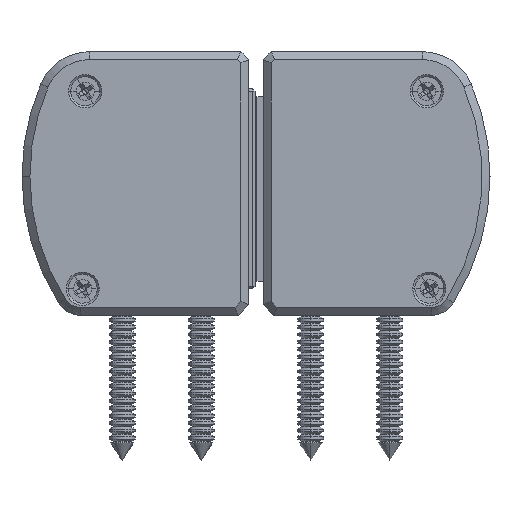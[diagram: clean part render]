
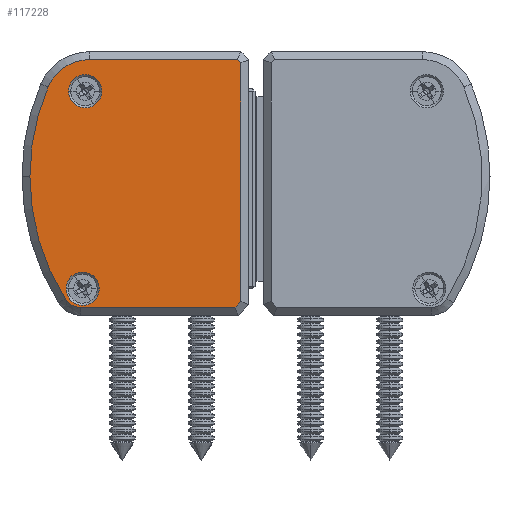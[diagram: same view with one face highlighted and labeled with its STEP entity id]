
A CAD part, front view. The second image highlights one B-rep face of the part: STEP entity #117228.
In plain terms, the highlighted planar face has unit normal (0, -1, 0).
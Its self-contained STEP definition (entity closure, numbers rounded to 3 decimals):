
#1271 = EDGE_CURVE ( 'NONE', #32377, #93765, #61069, .T. ) ;
#2528 = AXIS2_PLACEMENT_3D ( 'NONE', #106298, #117412, #116761 ) ;
#3829 = DIRECTION ( 'NONE',  ( 1., 0., 0. ) ) ;
#3929 = VERTEX_POINT ( 'NONE', #4357 ) ;
#4357 = CARTESIAN_POINT ( 'NONE',  ( -37.582, -203., 3.134 ) ) ;
#9588 = VERTEX_POINT ( 'NONE', #96697 ) ;
#10995 = DIRECTION ( 'NONE',  ( 1., 0., 0. ) ) ;
#11598 = ORIENTED_EDGE ( 'NONE', *, *, #58468, .T. ) ;
#12410 = AXIS2_PLACEMENT_3D ( 'NONE', #21770, #103026, #91982 ) ;
#14466 = EDGE_CURVE ( 'NONE', #26340, #3929, #113078, .T. ) ;
#14853 = DIRECTION ( 'NONE',  ( 0., -1., 0. ) ) ;
#16816 = DIRECTION ( 'NONE',  ( 0.707, 0., 0.707 ) ) ;
#17433 = LINE ( 'NONE', #18714, #122807 ) ;
#17593 = CARTESIAN_POINT ( 'NONE',  ( -4.276, -203., 48.5 ) ) ;
#18714 = CARTESIAN_POINT ( 'NONE',  ( -4.776, -203., 1.5 ) ) ;
#18744 = EDGE_CURVE ( 'NONE', #22275, #59093, #123339, .T. ) ;
#21770 = CARTESIAN_POINT ( 'NONE',  ( -32.992, -203., 40. ) ) ;
#22275 = VERTEX_POINT ( 'NONE', #111440 ) ;
#23701 = FACE_BOUND ( 'NONE', #86462, .T. ) ;
#24641 = ORIENTED_EDGE ( 'NONE', *, *, #59939, .F. ) ;
#25009 = VERTEX_POINT ( 'NONE', #93206 ) ;
#25567 = CARTESIAN_POINT ( 'NONE',  ( -34.621, -203., 1.5 ) ) ;
#26340 = VERTEX_POINT ( 'NONE', #66453 ) ;
#26979 = AXIS2_PLACEMENT_3D ( 'NONE', #78038, #117829, #98255 ) ;
#27372 = AXIS2_PLACEMENT_3D ( 'NONE', #112333, #50897, #10995 ) ;
#27547 = VERTEX_POINT ( 'NONE', #27585 ) ;
#27585 = CARTESIAN_POINT ( 'NONE',  ( -32.992, -203., 48.5 ) ) ;
#27977 = EDGE_CURVE ( 'NONE', #89887, #25009, #17433, .T. ) ;
#28599 = DIRECTION ( 'NONE',  ( 1., 0., 0. ) ) ;
#32070 = EDGE_LOOP ( 'NONE', ( #90207, #83523, #65759, #128372, #77866, #11598, #112623, #108339, #40388 ) ) ;
#32377 = VERTEX_POINT ( 'NONE', #109907 ) ;
#33239 = CARTESIAN_POINT ( 'NONE',  ( -33.776, -203., 42.5 ) ) ;
#34749 = DIRECTION ( 'NONE',  ( 1., 0., 0. ) ) ;
#36890 = EDGE_CURVE ( 'NONE', #127335, #27547, #74864, .T. ) ;
#39487 = VECTOR ( 'NONE', #117744, 1000. ) ;
#40388 = ORIENTED_EDGE ( 'NONE', *, *, #55902, .T. ) ;
#40846 = PLANE ( 'NONE',  #108977 ) ;
#40931 = AXIS2_PLACEMENT_3D ( 'NONE', #82580, #53722, #34749 ) ;
#41877 = DIRECTION ( 'NONE',  ( 1., 0., 0. ) ) ;
#44137 = CARTESIAN_POINT ( 'NONE',  ( -32.992, -203., 48.5 ) ) ;
#47810 = EDGE_CURVE ( 'NONE', #9588, #26340, #54269, .T. ) ;
#50203 = EDGE_LOOP ( 'NONE', ( #127895, #24641 ) ) ;
#50897 = DIRECTION ( 'NONE',  ( 0., -1., 0. ) ) ;
#53231 = CARTESIAN_POINT ( 'NONE',  ( -4.276, -203., 2.621 ) ) ;
#53722 = DIRECTION ( 'NONE',  ( 0., -1., 0. ) ) ;
#54269 = CIRCLE ( 'NONE', #26979, 43.5 ) ;
#55902 = EDGE_CURVE ( 'NONE', #3929, #89887, #74430, .T. ) ;
#57380 = CARTESIAN_POINT ( 'NONE',  ( -37.426, -203., 5.05 ) ) ;
#58468 = EDGE_CURVE ( 'NONE', #27547, #9588, #64678, .T. ) ;
#59093 = VERTEX_POINT ( 'NONE', #105893 ) ;
#59939 = EDGE_CURVE ( 'NONE', #59093, #22275, #115027, .T. ) ;
#61069 = CIRCLE ( 'NONE', #2528, 3.15 ) ;
#62534 = CARTESIAN_POINT ( 'NONE',  ( -33.776, -203., 42.5 ) ) ;
#64264 = ORIENTED_EDGE ( 'NONE', *, *, #119717, .F. ) ;
#64634 = AXIS2_PLACEMENT_3D ( 'NONE', #86183, #111836, #41877 ) ;
#64678 = CIRCLE ( 'NONE', #12410, 8.5 ) ;
#65114 = VECTOR ( 'NONE', #76228, 1000. ) ;
#65759 = ORIENTED_EDGE ( 'NONE', *, *, #87767, .T. ) ;
#66453 = CARTESIAN_POINT ( 'NONE',  ( -44.276, -203., 26.32 ) ) ;
#67432 = LINE ( 'NONE', #17593, #39487 ) ;
#68287 = CARTESIAN_POINT ( 'NONE',  ( -4.897, -203., 48.5 ) ) ;
#70231 = VERTEX_POINT ( 'NONE', #53231 ) ;
#70857 = EDGE_CURVE ( 'NONE', #25009, #70231, #103956, .T. ) ;
#70915 = CARTESIAN_POINT ( 'NONE',  ( -4.276, -203., 47.879 ) ) ;
#72273 = FACE_OUTER_BOUND ( 'NONE', #32070, .T. ) ;
#72907 = CARTESIAN_POINT ( 'NONE',  ( -0.776, -203., 26.32 ) ) ;
#72997 = DIRECTION ( 'NONE',  ( 0., -1., 0. ) ) ;
#73640 = DIRECTION ( 'NONE',  ( 1., 0., 0. ) ) ;
#74430 = CIRCLE ( 'NONE', #40931, 3.5 ) ;
#74864 = LINE ( 'NONE', #44137, #81439 ) ;
#76228 = DIRECTION ( 'NONE',  ( -0.707, 0., 0.707 ) ) ;
#77866 = ORIENTED_EDGE ( 'NONE', *, *, #36890, .T. ) ;
#78038 = CARTESIAN_POINT ( 'NONE',  ( -0.776, -203., 26.32 ) ) ;
#81439 = VECTOR ( 'NONE', #85351, 1000. ) ;
#82580 = CARTESIAN_POINT ( 'NONE',  ( -34.621, -203., 5. ) ) ;
#83523 = ORIENTED_EDGE ( 'NONE', *, *, #70857, .T. ) ;
#85351 = DIRECTION ( 'NONE',  ( -1., 0., 0. ) ) ;
#86183 = CARTESIAN_POINT ( 'NONE',  ( -34.276, -203., 5.05 ) ) ;
#86462 = EDGE_LOOP ( 'NONE', ( #91787, #64264 ) ) ;
#87767 = EDGE_CURVE ( 'NONE', #70231, #104223, #67432, .T. ) ;
#89675 = EDGE_CURVE ( 'NONE', #104223, #127335, #95245, .T. ) ;
#89887 = VERTEX_POINT ( 'NONE', #25567 ) ;
#90207 = ORIENTED_EDGE ( 'NONE', *, *, #27977, .T. ) ;
#91787 = ORIENTED_EDGE ( 'NONE', *, *, #1271, .F. ) ;
#91982 = DIRECTION ( 'NONE',  ( 1., 0., 0. ) ) ;
#93206 = CARTESIAN_POINT ( 'NONE',  ( -5.397, -203., 1.5 ) ) ;
#93765 = VERTEX_POINT ( 'NONE', #57380 ) ;
#95245 = LINE ( 'NONE', #106240, #65114 ) ;
#96676 = VECTOR ( 'NONE', #16816, 1000. ) ;
#96697 = CARTESIAN_POINT ( 'NONE',  ( -40.816, -203., 43.322 ) ) ;
#98255 = DIRECTION ( 'NONE',  ( 1., 0., 0. ) ) ;
#100421 = AXIS2_PLACEMENT_3D ( 'NONE', #33239, #14853, #3829 ) ;
#103026 = DIRECTION ( 'NONE',  ( 0., -1., 0. ) ) ;
#103956 = LINE ( 'NONE', #104593, #96676 ) ;
#104223 = VERTEX_POINT ( 'NONE', #70915 ) ;
#104593 = CARTESIAN_POINT ( 'NONE',  ( 9.323, -203., 16.221 ) ) ;
#105893 = CARTESIAN_POINT ( 'NONE',  ( -36.926, -203., 42.5 ) ) ;
#106240 = CARTESIAN_POINT ( 'NONE',  ( 8.253, -203., 35.349 ) ) ;
#106298 = CARTESIAN_POINT ( 'NONE',  ( -34.276, -203., 5.05 ) ) ;
#106413 = CIRCLE ( 'NONE', #64634, 3.15 ) ;
#108339 = ORIENTED_EDGE ( 'NONE', *, *, #14466, .T. ) ;
#108977 = AXIS2_PLACEMENT_3D ( 'NONE', #72907, #123197, #121267 ) ;
#109907 = CARTESIAN_POINT ( 'NONE',  ( -31.126, -203., 5.05 ) ) ;
#111440 = CARTESIAN_POINT ( 'NONE',  ( -30.626, -203., 42.5 ) ) ;
#111836 = DIRECTION ( 'NONE',  ( 0., -1., 0. ) ) ;
#112333 = CARTESIAN_POINT ( 'NONE',  ( -0.776, -203., 26.32 ) ) ;
#112623 = ORIENTED_EDGE ( 'NONE', *, *, #47810, .T. ) ;
#112886 = AXIS2_PLACEMENT_3D ( 'NONE', #62534, #72997, #73640 ) ;
#113078 = CIRCLE ( 'NONE', #27372, 43.5 ) ;
#115027 = CIRCLE ( 'NONE', #112886, 3.15 ) ;
#116761 = DIRECTION ( 'NONE',  ( 1., 0., 0. ) ) ;
#117228 = ADVANCED_FACE ( 'NONE', ( #23701, #122554, #72273 ), #40846, .T. ) ;
#117412 = DIRECTION ( 'NONE',  ( 0., -1., 0. ) ) ;
#117744 = DIRECTION ( 'NONE',  ( 0., 0., 1. ) ) ;
#117829 = DIRECTION ( 'NONE',  ( 0., -1., 0. ) ) ;
#119717 = EDGE_CURVE ( 'NONE', #93765, #32377, #106413, .T. ) ;
#121267 = DIRECTION ( 'NONE',  ( 1., 0., 0. ) ) ;
#122554 = FACE_BOUND ( 'NONE', #50203, .T. ) ;
#122807 = VECTOR ( 'NONE', #28599, 1000. ) ;
#123197 = DIRECTION ( 'NONE',  ( 0., -1., 0. ) ) ;
#123339 = CIRCLE ( 'NONE', #100421, 3.15 ) ;
#127335 = VERTEX_POINT ( 'NONE', #68287 ) ;
#127895 = ORIENTED_EDGE ( 'NONE', *, *, #18744, .F. ) ;
#128372 = ORIENTED_EDGE ( 'NONE', *, *, #89675, .T. ) ;
